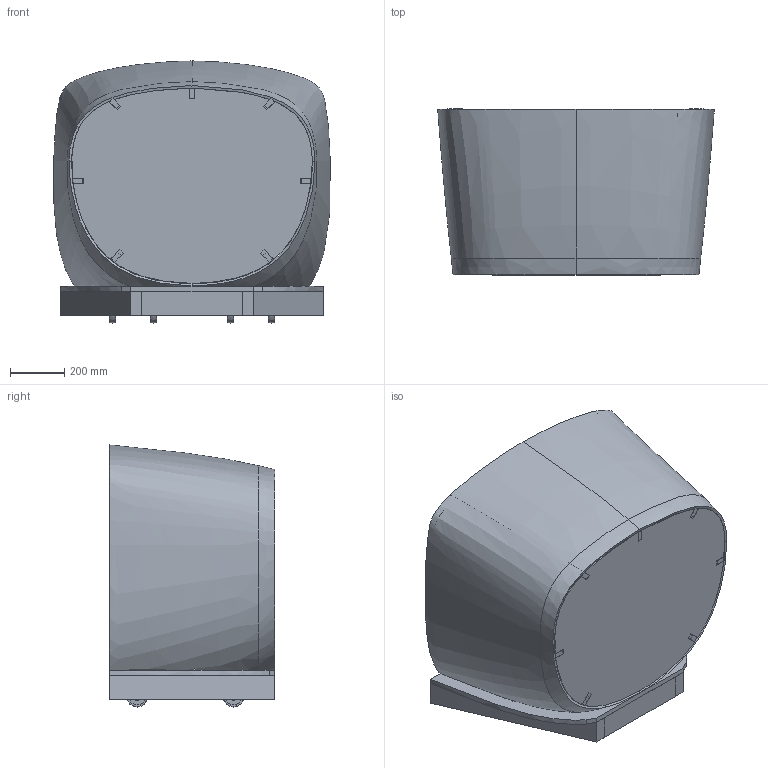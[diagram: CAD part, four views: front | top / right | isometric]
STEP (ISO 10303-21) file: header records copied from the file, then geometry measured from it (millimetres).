
FILE_DESCRIPTION(/* description */ (''),/* implementation_level */ '2;1');
FILE_NAME(/* name */ '1-1 Shell Complete Assy v54.step',/* time_stamp */ '2021-03-05T23:10:49-07:00',/* author */ (''),/* organization */ (''),/* preprocessor_version */ 'ST-DEVELOPER v18.1',/* originating_system */ 'Autodesk Translation Framework v9.10.0.1330',/* authorisation */ '');
FILE_SCHEMA (('AUTOMOTIVE_DESIGN { 1 0 10303 214 3 1 1 }'));
Length unit declared in the file: inch
Products named in the file (10): 1-1 Shell Complete Assy; 1-1-100 Structure Geometry; Ribs; Stringers; Sheathing; 1-1-200 Floor Assy; 1-1-202 Wheel Spacers; 1-1-203 Wheels; 2358T53; 1-1 Wood
Assembly tree (12 placements, depth 4):
  1-1 Shell Complete Assy
    1-1-100 Structure Geometry
      Ribs
      Stringers
      Sheathing
    1-1-200 Floor Assy
      1-1-202 Wheel Spacers
      1-1-203 Wheels
        2358T53  x4
      1-1 Wood
Bounding box: 1020.4 x 611.7 x 967.16 mm (x, y, z)
Volume: 60561459.5 mm3; surface area: 8575248.5 mm2
Topology: 31 solids, 31 shells, 678 faces, 1617 edges, 1025 vertices
Faces by surface type: plane 432, bspline 94, cylinder 80, cone 60, torus 12
Full cylindrical faces by diameter (mm): 4.762 x16, 7.15 x8, 35.338 x4, 60.655 x8
Entity records: 19684 total; most frequent: CARTESIAN_POINT 11001, ORIENTED_EDGE 1860, DIRECTION 1449, EDGE_CURVE 930, LINE 647, VECTOR 647, VERTEX_POINT 605, AXIS2_PLACEMENT_3D 401
